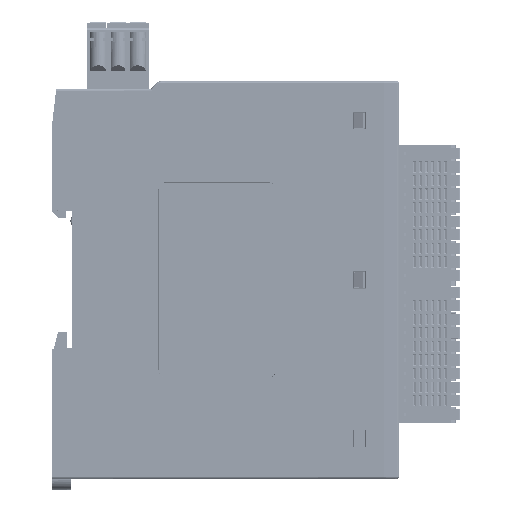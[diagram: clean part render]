
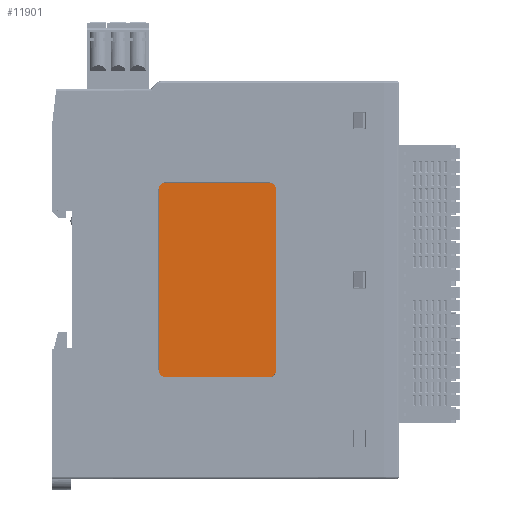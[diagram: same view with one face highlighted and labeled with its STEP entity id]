
A CAD part, top view. The second image highlights one B-rep face of the part: STEP entity #11901.
In plain terms, the highlighted planar face has unit normal (0, 0, 1).
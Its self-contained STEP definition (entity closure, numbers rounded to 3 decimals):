
#4719=CIRCLE('',#158552,1.818);
#4720=CIRCLE('',#158553,1.818);
#4721=CIRCLE('',#158554,1.818);
#4722=CIRCLE('',#158555,1.818);
#11901=ADVANCED_FACE('',(#26020),#20063,.F.);
#20063=PLANE('',#158556);
#26020=FACE_OUTER_BOUND('',#34219,.T.);
#34219=EDGE_LOOP('',(#48224,#48225,#48226,#48227,#48228,#48229,#48230,#48231));
#48224=ORIENTED_EDGE('',*,*,#105253,.F.);
#48225=ORIENTED_EDGE('',*,*,#105254,.T.);
#48226=ORIENTED_EDGE('',*,*,#105255,.F.);
#48227=ORIENTED_EDGE('',*,*,#105256,.T.);
#48228=ORIENTED_EDGE('',*,*,#105257,.F.);
#48229=ORIENTED_EDGE('',*,*,#105258,.T.);
#48230=ORIENTED_EDGE('',*,*,#105259,.F.);
#48231=ORIENTED_EDGE('',*,*,#105260,.T.);
#89558=VERTEX_POINT('',#220234);
#89559=VERTEX_POINT('',#220235);
#89560=VERTEX_POINT('',#220237);
#89561=VERTEX_POINT('',#220239);
#89562=VERTEX_POINT('',#220241);
#89563=VERTEX_POINT('',#220243);
#89564=VERTEX_POINT('',#220245);
#89565=VERTEX_POINT('',#220247);
#105253=EDGE_CURVE('',#89558,#89559,#4719,.T.);
#105254=EDGE_CURVE('',#89558,#89560,#126828,.T.);
#105255=EDGE_CURVE('',#89561,#89560,#4720,.T.);
#105256=EDGE_CURVE('',#89561,#89562,#126829,.T.);
#105257=EDGE_CURVE('',#89563,#89562,#4721,.T.);
#105258=EDGE_CURVE('',#89563,#89564,#126830,.T.);
#105259=EDGE_CURVE('',#89565,#89564,#4722,.T.);
#105260=EDGE_CURVE('',#89565,#89559,#126831,.T.);
#126828=LINE('',#220236,#142922);
#126829=LINE('',#220240,#142923);
#126830=LINE('',#220244,#142924);
#126831=LINE('',#220248,#142925);
#142922=VECTOR('',#175528,1.);
#142923=VECTOR('',#175531,1.);
#142924=VECTOR('',#175534,1.);
#142925=VECTOR('',#175537,1.);
#158552=AXIS2_PLACEMENT_3D('',#220233,#175526,#175527);
#158553=AXIS2_PLACEMENT_3D('',#220238,#175529,#175530);
#158554=AXIS2_PLACEMENT_3D('',#220242,#175532,#175533);
#158555=AXIS2_PLACEMENT_3D('',#220246,#175535,#175536);
#158556=AXIS2_PLACEMENT_3D('',#220249,#175538,#175539);
#175526=DIRECTION('',(0.,0.,-1.));
#175527=DIRECTION('',(-1.,0.,0.));
#175528=DIRECTION('',(0.,-1.,0.));
#175529=DIRECTION('',(0.,0.,-1.));
#175530=DIRECTION('',(-1.,0.,0.));
#175531=DIRECTION('',(1.,0.,0.));
#175532=DIRECTION('',(0.,0.,-1.));
#175533=DIRECTION('',(-1.,0.,0.));
#175534=DIRECTION('',(0.,1.,0.));
#175535=DIRECTION('',(0.,0.,-1.));
#175536=DIRECTION('',(-1.,0.,0.));
#175537=DIRECTION('',(-1.,0.,0.));
#175538=DIRECTION('',(0.,0.,-1.));
#175539=DIRECTION('',(1.,0.,0.));
#220233=CARTESIAN_POINT('',(-250.417,325.665,7.8));
#220234=CARTESIAN_POINT('',(-252.235,325.665,7.8));
#220235=CARTESIAN_POINT('',(-250.417,327.483,7.8));
#220236=CARTESIAN_POINT('',(-252.235,302.374,7.8));
#220237=CARTESIAN_POINT('',(-252.235,279.065,7.8));
#220238=CARTESIAN_POINT('',(-250.417,279.065,7.8));
#220239=CARTESIAN_POINT('',(-250.417,277.247,7.8));
#220240=CARTESIAN_POINT('',(-248.41,277.247,7.8));
#220241=CARTESIAN_POINT('',(-223.817,277.247,7.8));
#220242=CARTESIAN_POINT('',(-223.817,279.065,7.8));
#220243=CARTESIAN_POINT('',(-221.999,279.065,7.8));
#220244=CARTESIAN_POINT('',(-221.999,302.374,7.8));
#220245=CARTESIAN_POINT('',(-221.999,325.665,7.8));
#220246=CARTESIAN_POINT('',(-223.817,325.665,7.8));
#220247=CARTESIAN_POINT('',(-223.817,327.483,7.8));
#220248=CARTESIAN_POINT('',(-248.41,327.483,7.8));
#220249=CARTESIAN_POINT('',(-248.41,302.374,7.8));
